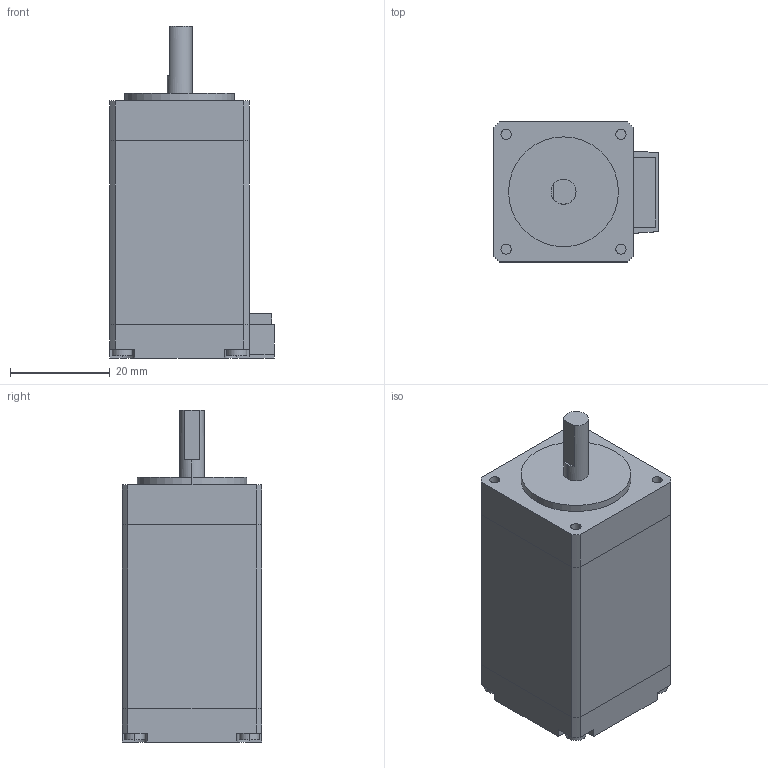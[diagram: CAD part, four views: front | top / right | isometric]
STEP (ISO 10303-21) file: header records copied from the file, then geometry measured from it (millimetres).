
FILE_DESCRIPTION (( 'STEP AP203' ), '1' );
FILE_NAME ('NMS11-T4A.step', '2023-05-17T23:22:29', ( '' ), ( '' ), 'SwSTEP 2.0', 'SolidWorks 2019', '' );
FILE_SCHEMA (( 'CONFIG_CONTROL_DESIGN' ));
Length unit declared in the file: millimetre
Products named in the file (2): NMS11-T4A; NMS11_motor^NMS11_NMS11
Assembly tree (1 placements, depth 2):
  NMS11-T4A
    NMS11_motor^NMS11_NMS11
Bounding box: 33 x 28 x 66.5 mm (x, y, z)
Volume: 41618.5 mm3; surface area: 11547 mm2
Topology: 5 solids, 5 shells, 94 faces, 222 edges, 148 vertices
Faces by surface type: plane 58, cylinder 36
Entity records: 2908 total; most frequent: DIRECTION 492, CARTESIAN_POINT 468, ORIENTED_EDGE 444, EDGE_CURVE 222, AXIS2_PLACEMENT_3D 172, VERTEX_POINT 148, VECTOR 148, LINE 148
